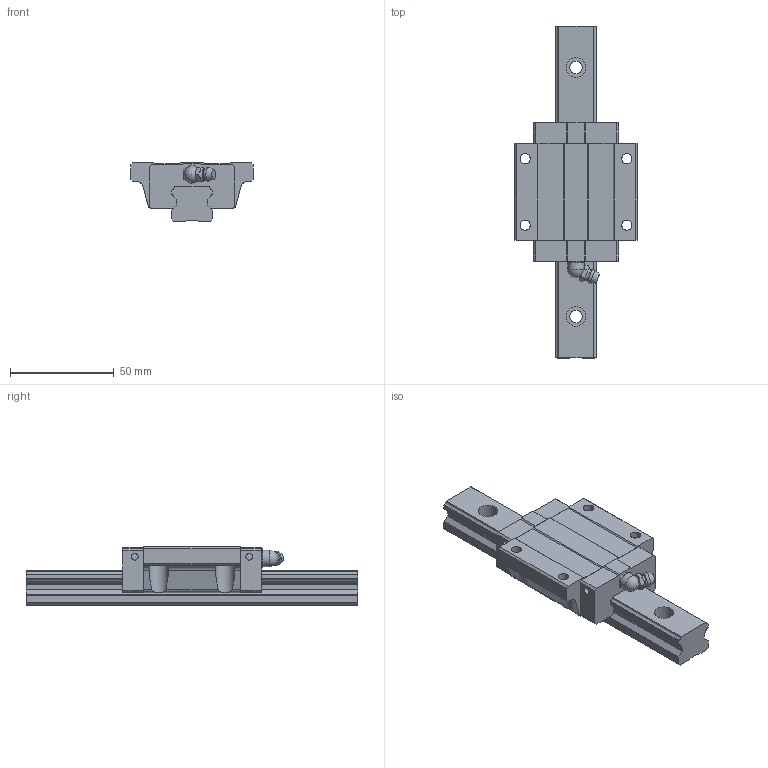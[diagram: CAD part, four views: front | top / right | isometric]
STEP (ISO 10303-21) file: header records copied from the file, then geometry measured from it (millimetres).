
FILE_DESCRIPTION(/* description */ ('Unknown'),/* implementation_level */ '2;1');
FILE_NAME(/* name */ 'S20FNUU1S-160L20_20',/* time_stamp */ '2023-12-18T11:48:20+09:00',/* author */ ('Unknown'),/* organization */ ('Unknown'),/* preprocessor_version */ 'ST-DEVELOPER v18.102',/* originating_system */ 'Solid Edge',/* authorisation */ 'Unknown');
FILE_SCHEMA (('AUTOMOTIVE_DESIGN {1 0 10303 214 3 1 1}'));
Length unit declared in the file: millimetre
Products named in the file (4): thisAsm; S20_RAIL; S20FN...S_BLOCK; B-M6F
Assembly tree (3 placements, depth 2):
  thisAsm
    S20_RAIL
    S20FN...S_BLOCK
    B-M6F
Bounding box: 59 x 160 x 28 mm (x, y, z)
Volume: 100874 mm3; surface area: 28044.9 mm2
Topology: 3 solids, 3 shells, 199 faces, 541 edges, 355 vertices
Faces by surface type: plane 114, cylinder 72, cone 9, torus 3, sphere 1
Full cylindrical faces by diameter (mm): 3.3 x4, 4.917 x4, 6 x6, 8 x1, 9.5 x3
Entity records: 7046 total; most frequent: CARTESIAN_POINT 1266, DIRECTION 1026, ORIENTED_EDGE 1016, EDGE_CURVE 508, AXIS2_PLACEMENT_3D 363, VERTEX_POINT 347, LINE 300, VECTOR 300
